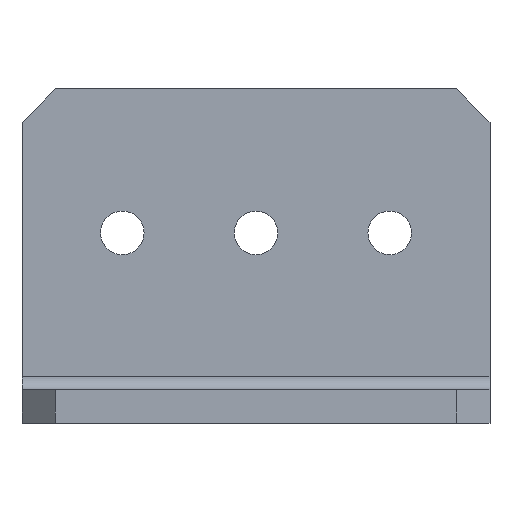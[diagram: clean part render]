
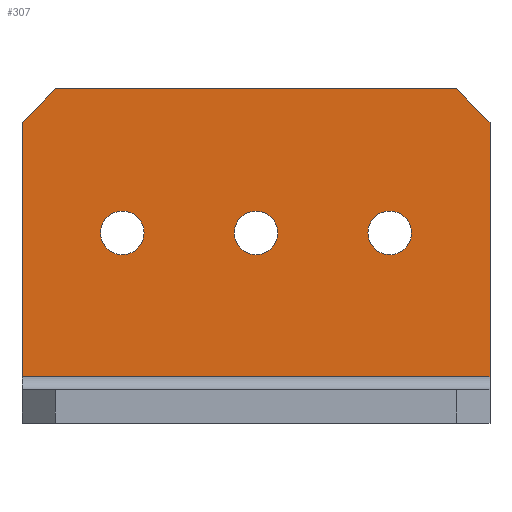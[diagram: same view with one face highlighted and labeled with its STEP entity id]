
A CAD part, front view. The second image highlights one B-rep face of the part: STEP entity #307.
In plain terms, the highlighted planar face has unit normal (0, -1, 0).
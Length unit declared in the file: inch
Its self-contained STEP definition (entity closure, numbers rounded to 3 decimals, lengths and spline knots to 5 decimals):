
#2 = ORIENTED_EDGE ( 'NONE', *, *, #906, .F. ) ;
#7 = CIRCLE ( 'NONE', #843, 0.0815 ) ;
#38 = VERTEX_POINT ( 'NONE', #1052 ) ;
#53 = ORIENTED_EDGE ( 'NONE', *, *, #1036, .T. ) ;
#91 = FACE_BOUND ( 'NONE', #1114, .T. ) ;
#122 = DIRECTION ( 'NONE',  ( -0.707, 0., -0.707 ) ) ;
#125 = DIRECTION ( 'NONE',  ( 1., 0., 0. ) ) ;
#128 = DIRECTION ( 'NONE',  ( 0., 0., -1. ) ) ;
#131 = DIRECTION ( 'NONE',  ( 0., -1., 0. ) ) ;
#133 = CARTESIAN_POINT ( 'NONE',  ( -0.5, 0.5865, 0.7115 ) ) ;
#134 = CARTESIAN_POINT ( 'NONE',  ( 0.875, 0.5865, 1.25 ) ) ;
#137 = CARTESIAN_POINT ( 'NONE',  ( -1., 0.5865, 1. ) ) ;
#140 = DIRECTION ( 'NONE',  ( 0., 0., -1. ) ) ;
#144 = CARTESIAN_POINT ( 'NONE',  ( 0.5, 0.5865, 0.7115 ) ) ;
#148 = DIRECTION ( 'NONE',  ( 0., -1., 0. ) ) ;
#151 = CARTESIAN_POINT ( 'NONE',  ( 1., 0.5865, 1. ) ) ;
#153 = DIRECTION ( 'NONE',  ( -0.707, 0., 0.707 ) ) ;
#156 = DIRECTION ( 'NONE',  ( 0., 0., -1. ) ) ;
#160 = ORIENTED_EDGE ( 'NONE', *, *, #1017, .F. ) ;
#161 = DIRECTION ( 'NONE',  ( 0., -1., 0. ) ) ;
#162 = ORIENTED_EDGE ( 'NONE', *, *, #1011, .F. ) ;
#165 = CARTESIAN_POINT ( 'NONE',  ( 0., 0.5865, 0.7115 ) ) ;
#192 = CIRCLE ( 'NONE', #788, 0.0815 ) ;
#213 = VERTEX_POINT ( 'NONE', #472 ) ;
#237 = CIRCLE ( 'NONE', #789, 0.0815 ) ;
#245 = VECTOR ( 'NONE', #252, 39.37008 ) ;
#248 = DIRECTION ( 'NONE',  ( 0., 0., 1. ) ) ;
#251 = CARTESIAN_POINT ( 'NONE',  ( -0.875, 0.5865, 1.25 ) ) ;
#252 = DIRECTION ( 'NONE',  ( 0., 0., -1. ) ) ;
#265 = CARTESIAN_POINT ( 'NONE',  ( 0.875, 0.5865, 0.125 ) ) ;
#275 = DIRECTION ( 'NONE',  ( 0., 0., -1. ) ) ;
#276 = DIRECTION ( 'NONE',  ( -1., 0., 0. ) ) ;
#279 = CARTESIAN_POINT ( 'NONE',  ( 0.875, 0.5865, 0.173 ) ) ;
#307 = ADVANCED_FACE ( 'NONE', ( #91, #715, #488, #386 ), #858, .T. ) ;
#315 = CARTESIAN_POINT ( 'NONE',  ( 0.875, 0.5865, 0.173 ) ) ;
#324 = CIRCLE ( 'NONE', #791, 0.0815 ) ;
#331 = ORIENTED_EDGE ( 'NONE', *, *, #915, .F. ) ;
#334 = VERTEX_POINT ( 'NONE', #1193 ) ;
#336 = VECTOR ( 'NONE', #153, 39.37008 ) ;
#337 = ORIENTED_EDGE ( 'NONE', *, *, #1034, .F. ) ;
#351 = ORIENTED_EDGE ( 'NONE', *, *, #1035, .F. ) ;
#356 = CIRCLE ( 'NONE', #852, 0.0815 ) ;
#372 = VERTEX_POINT ( 'NONE', #807 ) ;
#386 = FACE_OUTER_BOUND ( 'NONE', #1053, .T. ) ;
#414 = VERTEX_POINT ( 'NONE', #538 ) ;
#433 = LINE ( 'NONE', #251, #537 ) ;
#435 = LINE ( 'NONE', #265, #245 ) ;
#447 = VERTEX_POINT ( 'NONE', #315 ) ;
#455 = DIRECTION ( 'NONE',  ( 0., -1., 0. ) ) ;
#472 = CARTESIAN_POINT ( 'NONE',  ( 0.5, 0.5865, 0.793 ) ) ;
#488 = FACE_BOUND ( 'NONE', #499, .T. ) ;
#499 = EDGE_LOOP ( 'NONE', ( #351, #331 ) ) ;
#537 = VECTOR ( 'NONE', #248, 39.37008 ) ;
#538 = CARTESIAN_POINT ( 'NONE',  ( -0.5, 0.5865, 0.63 ) ) ;
#549 = LINE ( 'NONE', #137, #752 ) ;
#562 = VECTOR ( 'NONE', #125, 39.37008 ) ;
#565 = VERTEX_POINT ( 'NONE', #1165 ) ;
#611 = CIRCLE ( 'NONE', #849, 0.0815 ) ;
#655 = VERTEX_POINT ( 'NONE', #1212 ) ;
#684 = VERTEX_POINT ( 'NONE', #1206 ) ;
#695 = ORIENTED_EDGE ( 'NONE', *, *, #1018, .F. ) ;
#702 = VERTEX_POINT ( 'NONE', #1121 ) ;
#715 = FACE_BOUND ( 'NONE', #1178, .T. ) ;
#730 = DIRECTION ( 'NONE',  ( 0., 0., -1. ) ) ;
#733 = DIRECTION ( 'NONE',  ( 0., -1., 0. ) ) ;
#735 = CARTESIAN_POINT ( 'NONE',  ( 0., 0.5865, 0.7115 ) ) ;
#752 = VECTOR ( 'NONE', #122, 39.37008 ) ;
#764 = ORIENTED_EDGE ( 'NONE', *, *, #1038, .T. ) ;
#769 = VERTEX_POINT ( 'NONE', #1119 ) ;
#788 = AXIS2_PLACEMENT_3D ( 'NONE', #133, #131, #128 ) ;
#789 = AXIS2_PLACEMENT_3D ( 'NONE', #144, #148, #140 ) ;
#791 = AXIS2_PLACEMENT_3D ( 'NONE', #165, #161, #156 ) ;
#798 = LINE ( 'NONE', #279, #1075 ) ;
#807 = CARTESIAN_POINT ( 'NONE',  ( -0.75, 0.5865, 1.25 ) ) ;
#843 = AXIS2_PLACEMENT_3D ( 'NONE', #735, #733, #730 ) ;
#849 = AXIS2_PLACEMENT_3D ( 'NONE', #880, #875, #872 ) ;
#852 = AXIS2_PLACEMENT_3D ( 'NONE', #987, #978, #974 ) ;
#858 = PLANE ( 'NONE',  #886 ) ;
#862 = VERTEX_POINT ( 'NONE', #1083 ) ;
#872 = DIRECTION ( 'NONE',  ( 0., 0., -1. ) ) ;
#875 = DIRECTION ( 'NONE',  ( 0., -1., 0. ) ) ;
#880 = CARTESIAN_POINT ( 'NONE',  ( -0.5, 0.5865, 0.7115 ) ) ;
#886 = AXIS2_PLACEMENT_3D ( 'NONE', #1185, #455, #275 ) ;
#906 = EDGE_CURVE ( 'NONE', #213, #862, #356, .T. ) ;
#915 = EDGE_CURVE ( 'NONE', #38, #414, #611, .T. ) ;
#925 = EDGE_CURVE ( 'NONE', #565, #769, #7, .T. ) ;
#974 = DIRECTION ( 'NONE',  ( 0., 0., -1. ) ) ;
#978 = DIRECTION ( 'NONE',  ( 0., -1., 0. ) ) ;
#987 = CARTESIAN_POINT ( 'NONE',  ( 0.5, 0.5865, 0.7115 ) ) ;
#1011 = EDGE_CURVE ( 'NONE', #447, #334, #798, .T. ) ;
#1017 = EDGE_CURVE ( 'NONE', #702, #447, #435, .T. ) ;
#1018 = EDGE_CURVE ( 'NONE', #334, #684, #433, .T. ) ;
#1032 = EDGE_CURVE ( 'NONE', #769, #565, #324, .T. ) ;
#1034 = EDGE_CURVE ( 'NONE', #862, #213, #237, .T. ) ;
#1035 = EDGE_CURVE ( 'NONE', #414, #38, #192, .T. ) ;
#1036 = EDGE_CURVE ( 'NONE', #702, #655, #1050, .T. ) ;
#1037 = EDGE_CURVE ( 'NONE', #372, #655, #1103, .T. ) ;
#1038 = EDGE_CURVE ( 'NONE', #372, #684, #549, .T. ) ;
#1050 = LINE ( 'NONE', #151, #336 ) ;
#1052 = CARTESIAN_POINT ( 'NONE',  ( -0.5, 0.5865, 0.793 ) ) ;
#1053 = EDGE_LOOP ( 'NONE', ( #160, #53, #1123, #764, #695, #162 ) ) ;
#1075 = VECTOR ( 'NONE', #276, 39.37008 ) ;
#1083 = CARTESIAN_POINT ( 'NONE',  ( 0.5, 0.5865, 0.63 ) ) ;
#1103 = LINE ( 'NONE', #134, #562 ) ;
#1114 = EDGE_LOOP ( 'NONE', ( #1154, #1148 ) ) ;
#1119 = CARTESIAN_POINT ( 'NONE',  ( 0., 0.5865, 0.63 ) ) ;
#1121 = CARTESIAN_POINT ( 'NONE',  ( 0.875, 0.5865, 1.125 ) ) ;
#1123 = ORIENTED_EDGE ( 'NONE', *, *, #1037, .F. ) ;
#1148 = ORIENTED_EDGE ( 'NONE', *, *, #925, .F. ) ;
#1154 = ORIENTED_EDGE ( 'NONE', *, *, #1032, .F. ) ;
#1165 = CARTESIAN_POINT ( 'NONE',  ( 0., 0.5865, 0.793 ) ) ;
#1178 = EDGE_LOOP ( 'NONE', ( #337, #2 ) ) ;
#1185 = CARTESIAN_POINT ( 'NONE',  ( 0., 0.5865, 0. ) ) ;
#1193 = CARTESIAN_POINT ( 'NONE',  ( -0.875, 0.5865, 0.173 ) ) ;
#1206 = CARTESIAN_POINT ( 'NONE',  ( -0.875, 0.5865, 1.125 ) ) ;
#1212 = CARTESIAN_POINT ( 'NONE',  ( 0.75, 0.5865, 1.25 ) ) ;
